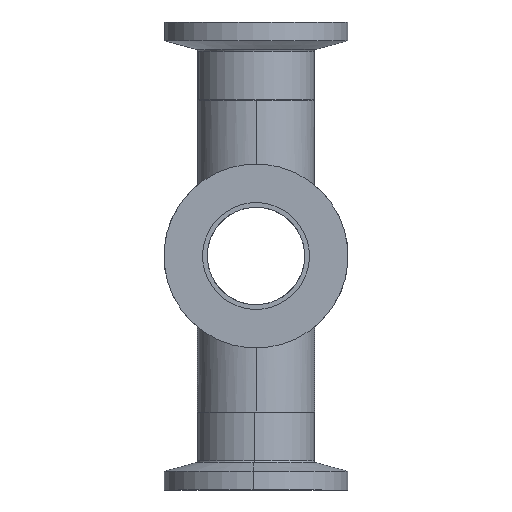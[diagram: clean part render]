
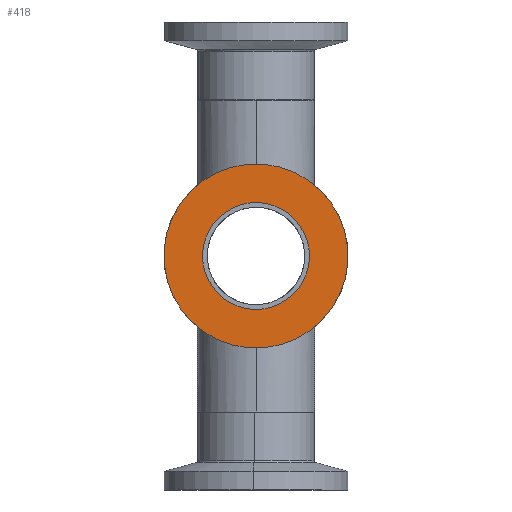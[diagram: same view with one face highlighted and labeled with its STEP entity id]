
A CAD part, left-side view. The second image highlights one B-rep face of the part: STEP entity #418.
In plain terms, the highlighted face is planar.
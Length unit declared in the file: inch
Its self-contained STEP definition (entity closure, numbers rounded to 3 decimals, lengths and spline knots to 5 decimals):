
#47 = PLANE ( 'NONE',  #466 ) ;
#57 = EDGE_LOOP ( 'NONE', ( #1245, #91 ) ) ;
#77 = AXIS2_PLACEMENT_3D ( 'NONE', #200, #378, #474 ) ;
#91 = ORIENTED_EDGE ( 'NONE', *, *, #354, .T. ) ;
#94 = CIRCLE ( 'NONE', #365, 0.3425 ) ;
#108 = FACE_OUTER_BOUND ( 'NONE', #57, .T. ) ;
#194 = DIRECTION ( 'NONE',  ( -1., 0., 0. ) ) ;
#200 = CARTESIAN_POINT ( 'NONE',  ( 0., 0., 0. ) ) ;
#215 = AXIS2_PLACEMENT_3D ( 'NONE', #1251, #1156, #739 ) ;
#241 = EDGE_CURVE ( 'NONE', #857, #1200, #583, .T. ) ;
#264 = VERTEX_POINT ( 'NONE', #1004 ) ;
#354 = EDGE_CURVE ( 'NONE', #1200, #857, #648, .T. ) ;
#365 = AXIS2_PLACEMENT_3D ( 'NONE', #1019, #1115, #194 ) ;
#378 = DIRECTION ( 'NONE',  ( 0., 0., -1. ) ) ;
#418 = ADVANCED_FACE ( 'NONE', ( #734, #108 ), #47, .F. ) ;
#445 = DIRECTION ( 'NONE',  ( 0., 0., 1. ) ) ;
#449 = AXIS2_PLACEMENT_3D ( 'NONE', #874, #963, #777 ) ;
#466 = AXIS2_PLACEMENT_3D ( 'NONE', #1236, #445, #1158 ) ;
#474 = DIRECTION ( 'NONE',  ( -1., 0., 0. ) ) ;
#507 = CARTESIAN_POINT ( 'NONE',  ( 0.3425, 0., 0. ) ) ;
#583 = CIRCLE ( 'NONE', #449, 0.59 ) ;
#602 = CIRCLE ( 'NONE', #215, 0.3425 ) ;
#618 = CARTESIAN_POINT ( 'NONE',  ( 0.59, 0., 0. ) ) ;
#630 = EDGE_LOOP ( 'NONE', ( #1091, #809 ) ) ;
#648 = CIRCLE ( 'NONE', #77, 0.59 ) ;
#734 = FACE_BOUND ( 'NONE', #630, .T. ) ;
#739 = DIRECTION ( 'NONE',  ( -1., 0., 0. ) ) ;
#777 = DIRECTION ( 'NONE',  ( -1., 0., 0. ) ) ;
#809 = ORIENTED_EDGE ( 'NONE', *, *, #904, .F. ) ;
#830 = CARTESIAN_POINT ( 'NONE',  ( -0.59, 0., 0. ) ) ;
#857 = VERTEX_POINT ( 'NONE', #830 ) ;
#874 = CARTESIAN_POINT ( 'NONE',  ( 0., 0., 0. ) ) ;
#904 = EDGE_CURVE ( 'NONE', #1190, #264, #602, .T. ) ;
#963 = DIRECTION ( 'NONE',  ( 0., 0., -1. ) ) ;
#1004 = CARTESIAN_POINT ( 'NONE',  ( -0.3425, 0., 0. ) ) ;
#1019 = CARTESIAN_POINT ( 'NONE',  ( 0., 0., 0. ) ) ;
#1091 = ORIENTED_EDGE ( 'NONE', *, *, #1165, .F. ) ;
#1115 = DIRECTION ( 'NONE',  ( 0., 0., -1. ) ) ;
#1156 = DIRECTION ( 'NONE',  ( 0., 0., -1. ) ) ;
#1158 = DIRECTION ( 'NONE',  ( 1., 0., 0. ) ) ;
#1165 = EDGE_CURVE ( 'NONE', #264, #1190, #94, .T. ) ;
#1190 = VERTEX_POINT ( 'NONE', #507 ) ;
#1200 = VERTEX_POINT ( 'NONE', #618 ) ;
#1236 = CARTESIAN_POINT ( 'NONE',  ( 0.59, 0., 0. ) ) ;
#1245 = ORIENTED_EDGE ( 'NONE', *, *, #241, .T. ) ;
#1251 = CARTESIAN_POINT ( 'NONE',  ( 0., 0., 0. ) ) ;
